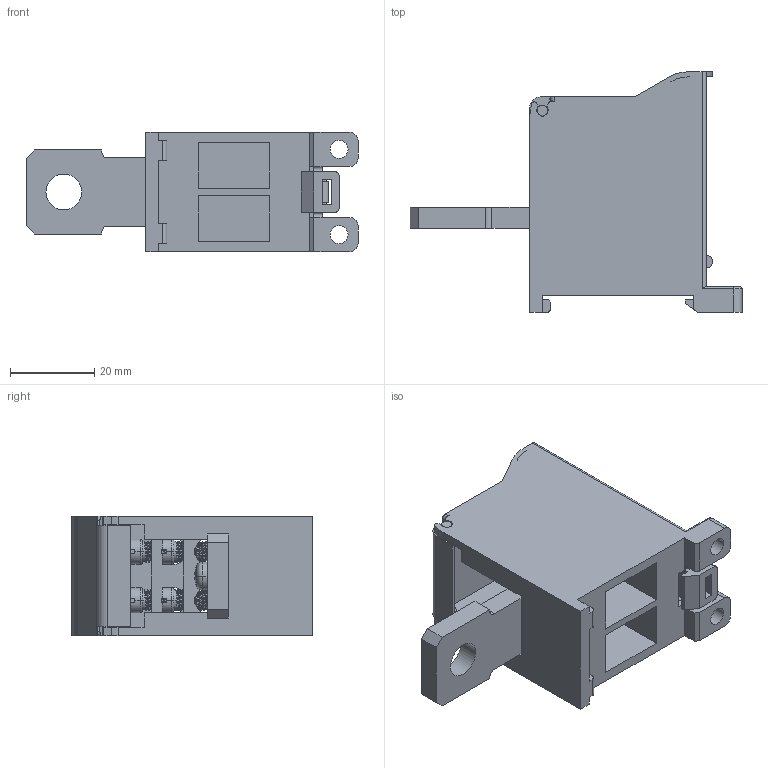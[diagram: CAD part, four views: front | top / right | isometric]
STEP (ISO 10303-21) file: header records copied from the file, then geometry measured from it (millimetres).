
FILE_DESCRIPTION((''),'2;1');
FILE_NAME('8YB754779-2','2022-03-18T',('ASUS'),(''),'PRO/ENGINEER BY PARAMETRIC TECHNOLOGY CORPORATION, 2013230','PRO/ENGINEER BY PARAMETRIC TECHNOLOGY CORPORATION, 2013230','');
FILE_SCHEMA(('CONFIG_CONTROL_DESIGN'));
Products named in the file (1): 8YB754779-2
Bounding box: 79 x 57.2 x 28.5 mm (x, y, z)
Volume: 29166.5 mm3; surface area: 25225.6 mm2
Topology: 1 solids, 4 shells, 650 faces, 1935 edges, 1250 vertices
Faces by surface type: plane 258, cylinder 247, bspline 90, cone 29, torus 16, sphere 10
Entity records: 40941 total; most frequent: CARTESIAN_POINT 24463, ORIENTED_EDGE 3850, DIRECTION 2890, EDGE_CURVE 1925, VERTEX_POINT 1250, AXIS2_PLACEMENT_3D 970, VECTOR 950, LINE 950
